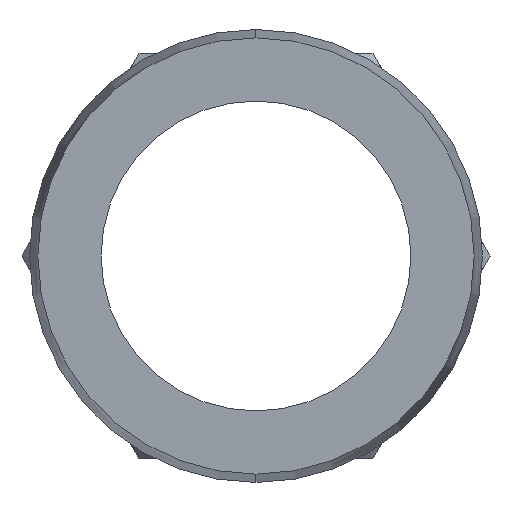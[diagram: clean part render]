
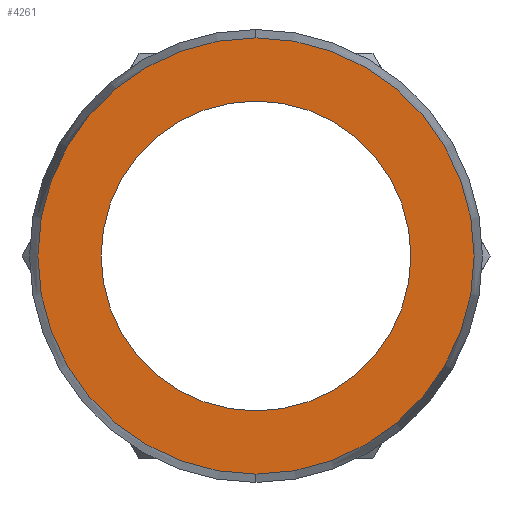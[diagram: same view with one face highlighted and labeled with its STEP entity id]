
A CAD part, left-side view. The second image highlights one B-rep face of the part: STEP entity #4261.
In plain terms, the highlighted planar face has unit normal (-1, 0, 0).
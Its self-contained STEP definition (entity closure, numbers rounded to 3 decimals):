
#53 = AXIS2_PLACEMENT_3D ( 'NONE', #325, #6034, #4169 ) ;
#180 = EDGE_LOOP ( 'NONE', ( #4001, #4678 ) ) ;
#325 = CARTESIAN_POINT ( 'NONE',  ( 0., 0., 0. ) ) ;
#886 = VERTEX_POINT ( 'NONE', #1163 ) ;
#1163 = CARTESIAN_POINT ( 'NONE',  ( 0., 0., 9.15 ) ) ;
#1252 = VERTEX_POINT ( 'NONE', #1267 ) ;
#1267 = CARTESIAN_POINT ( 'NONE',  ( 0., 0., 6.5 ) ) ;
#1516 = AXIS2_PLACEMENT_3D ( 'NONE', #3668, #6026, #5499 ) ;
#1522 = CIRCLE ( 'NONE', #4375, 6.5 ) ;
#1736 = FACE_BOUND ( 'NONE', #180, .T. ) ;
#1958 = VERTEX_POINT ( 'NONE', #3993 ) ;
#2244 = ORIENTED_EDGE ( 'NONE', *, *, #4096, .T. ) ;
#2248 = CARTESIAN_POINT ( 'NONE',  ( 0., 0., 0. ) ) ;
#3069 = DIRECTION ( 'NONE',  ( 0., 0., -1. ) ) ;
#3151 = FACE_OUTER_BOUND ( 'NONE', #3811, .T. ) ;
#3360 = CARTESIAN_POINT ( 'NONE',  ( 0., 0., -9.15 ) ) ;
#3489 = CIRCLE ( 'NONE', #53, 9.15 ) ;
#3609 = DIRECTION ( 'NONE',  ( 0., 0., -1. ) ) ;
#3668 = CARTESIAN_POINT ( 'NONE',  ( 0., 0., 0. ) ) ;
#3693 = DIRECTION ( 'NONE',  ( 0., 0., -1. ) ) ;
#3811 = EDGE_LOOP ( 'NONE', ( #5261, #2244 ) ) ;
#3884 = AXIS2_PLACEMENT_3D ( 'NONE', #5730, #4828, #3069 ) ;
#3982 = AXIS2_PLACEMENT_3D ( 'NONE', #5531, #5063, #3609 ) ;
#3993 = CARTESIAN_POINT ( 'NONE',  ( 0., 0., -6.5 ) ) ;
#4001 = ORIENTED_EDGE ( 'NONE', *, *, #5325, .T. ) ;
#4096 = EDGE_CURVE ( 'NONE', #886, #6048, #3489, .T. ) ;
#4127 = DIRECTION ( 'NONE',  ( 1., 0., 0. ) ) ;
#4169 = DIRECTION ( 'NONE',  ( 0., 0., 1. ) ) ;
#4201 = EDGE_CURVE ( 'NONE', #6048, #886, #4765, .T. ) ;
#4261 = ADVANCED_FACE ( 'NONE', ( #1736, #3151 ), #5557, .F. ) ;
#4375 = AXIS2_PLACEMENT_3D ( 'NONE', #2248, #4127, #3693 ) ;
#4678 = ORIENTED_EDGE ( 'NONE', *, *, #5369, .T. ) ;
#4765 = CIRCLE ( 'NONE', #1516, 9.15 ) ;
#4828 = DIRECTION ( 'NONE',  ( 1., 0., 0. ) ) ;
#4973 = CIRCLE ( 'NONE', #3884, 6.5 ) ;
#5063 = DIRECTION ( 'NONE',  ( 1., 0., 0. ) ) ;
#5261 = ORIENTED_EDGE ( 'NONE', *, *, #4201, .T. ) ;
#5325 = EDGE_CURVE ( 'NONE', #1252, #1958, #1522, .T. ) ;
#5369 = EDGE_CURVE ( 'NONE', #1958, #1252, #4973, .T. ) ;
#5499 = DIRECTION ( 'NONE',  ( 0., 0., 1. ) ) ;
#5531 = CARTESIAN_POINT ( 'NONE',  ( 0., 0., 0. ) ) ;
#5557 = PLANE ( 'NONE',  #3982 ) ;
#5730 = CARTESIAN_POINT ( 'NONE',  ( 0., 0., 0. ) ) ;
#6026 = DIRECTION ( 'NONE',  ( -1., 0., 0. ) ) ;
#6034 = DIRECTION ( 'NONE',  ( -1., 0., 0. ) ) ;
#6048 = VERTEX_POINT ( 'NONE', #3360 ) ;
